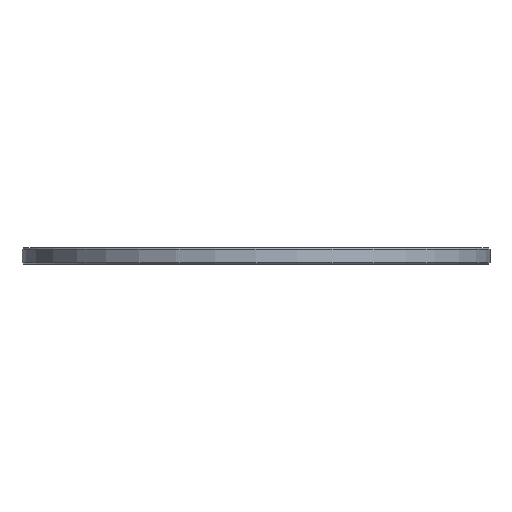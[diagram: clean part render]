
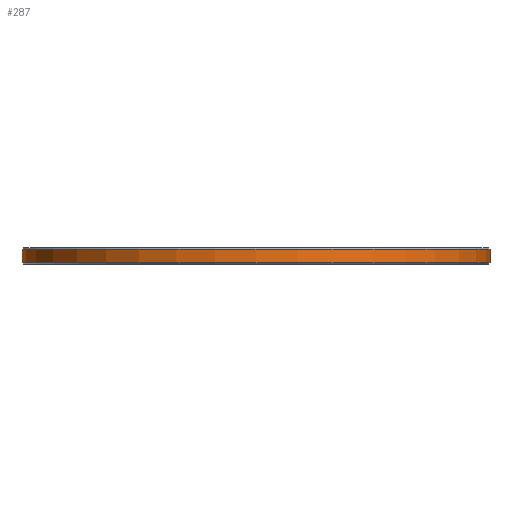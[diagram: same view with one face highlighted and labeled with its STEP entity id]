
A CAD part, front view. The second image highlights one B-rep face of the part: STEP entity #287.
In plain terms, the highlighted cylindrical face has radius 136.525 mm (diameter 273.05 mm), a partial arc.
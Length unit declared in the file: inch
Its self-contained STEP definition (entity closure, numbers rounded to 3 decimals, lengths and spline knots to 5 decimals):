
#16 = AXIS2_PLACEMENT_3D ( 'NONE', #99, #497, #899 ) ;
#40 = DIRECTION ( 'NONE',  ( 1., 0., 0. ) ) ;
#55 = ORIENTED_EDGE ( 'NONE', *, *, #433, .T. ) ;
#58 = AXIS2_PLACEMENT_3D ( 'NONE', #730, #1227, #40 ) ;
#99 = CARTESIAN_POINT ( 'NONE',  ( 0., 0., -0.15625 ) ) ;
#151 = VERTEX_POINT ( 'NONE', #824 ) ;
#168 = DIRECTION ( 'NONE',  ( 0., 0., 1. ) ) ;
#222 = CIRCLE ( 'NONE', #16, 5.375 ) ;
#287 = ADVANCED_FACE ( 'NONE', ( #775 ), #1279, .T. ) ;
#304 = AXIS2_PLACEMENT_3D ( 'NONE', #491, #168, #763 ) ;
#351 = DIRECTION ( 'NONE',  ( 0., 0., 1. ) ) ;
#378 = LINE ( 'NONE', #787, #1181 ) ;
#423 = VERTEX_POINT ( 'NONE', #927 ) ;
#433 = EDGE_CURVE ( 'NONE', #423, #1132, #819, .T. ) ;
#436 = ORIENTED_EDGE ( 'NONE', *, *, #752, .T. ) ;
#491 = CARTESIAN_POINT ( 'NONE',  ( 0., 0., 0.1875 ) ) ;
#497 = DIRECTION ( 'NONE',  ( 0., 0., 1. ) ) ;
#602 = EDGE_CURVE ( 'NONE', #872, #1132, #735, .T. ) ;
#729 = EDGE_CURVE ( 'NONE', #872, #151, #222, .T. ) ;
#730 = CARTESIAN_POINT ( 'NONE',  ( 0., 0., 0.15625 ) ) ;
#735 = LINE ( 'NONE', #853, #1019 ) ;
#752 = EDGE_CURVE ( 'NONE', #151, #423, #378, .T. ) ;
#763 = DIRECTION ( 'NONE',  ( 1., 0., 0. ) ) ;
#775 = FACE_OUTER_BOUND ( 'NONE', #1240, .T. ) ;
#787 = CARTESIAN_POINT ( 'NONE',  ( 5.375, 0., 0.1875 ) ) ;
#819 = CIRCLE ( 'NONE', #58, 5.375 ) ;
#824 = CARTESIAN_POINT ( 'NONE',  ( 5.375, 0., -0.15625 ) ) ;
#853 = CARTESIAN_POINT ( 'NONE',  ( -5.375, 0., 0.1875 ) ) ;
#867 = CARTESIAN_POINT ( 'NONE',  ( -5.375, 0., 0.15625 ) ) ;
#872 = VERTEX_POINT ( 'NONE', #1213 ) ;
#899 = DIRECTION ( 'NONE',  ( -1., 0., 0. ) ) ;
#927 = CARTESIAN_POINT ( 'NONE',  ( 5.375, 0., 0.15625 ) ) ;
#969 = ORIENTED_EDGE ( 'NONE', *, *, #729, .T. ) ;
#1019 = VECTOR ( 'NONE', #351, 39.37008 ) ;
#1049 = ORIENTED_EDGE ( 'NONE', *, *, #602, .F. ) ;
#1132 = VERTEX_POINT ( 'NONE', #867 ) ;
#1181 = VECTOR ( 'NONE', #1278, 39.37008 ) ;
#1213 = CARTESIAN_POINT ( 'NONE',  ( -5.375, 0., -0.15625 ) ) ;
#1227 = DIRECTION ( 'NONE',  ( 0., 0., -1. ) ) ;
#1240 = EDGE_LOOP ( 'NONE', ( #1049, #969, #436, #55 ) ) ;
#1278 = DIRECTION ( 'NONE',  ( 0., 0., 1. ) ) ;
#1279 = CYLINDRICAL_SURFACE ( 'NONE', #304, 5.375 ) ;
